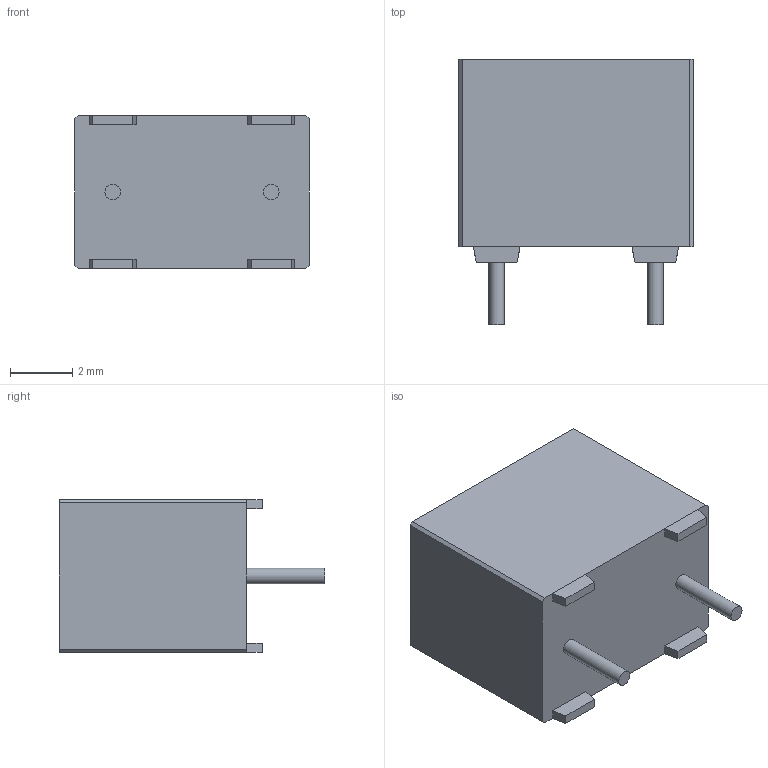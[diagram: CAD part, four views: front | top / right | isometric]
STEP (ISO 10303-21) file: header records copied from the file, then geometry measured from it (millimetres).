
FILE_DESCRIPTION(/* description */ (''),/* implementation_level */ '2;1');
FILE_NAME(/* name */ 'MKT Capacitor Yellow (Double Width).step',/* time_stamp */ '2019-02-26T22:56:11+11:00',/* author */ ('austfox'),/* organization */ (''),/* preprocessor_version */ 'ST-DEVELOPER v17.2',/* originating_system */ 'Autodesk Translation Framework v7.6.0.251',/* authorisation */ '');
FILE_SCHEMA (('AUTOMOTIVE_DESIGN { 1 0 10303 214 3 1 1 }'));
Length unit declared in the file: millimetre
Products named in the file (1): MKT Capacitor Yellow (Double Width)
Bounding box: 7.5 x 8.5 x 4.9 mm (x, y, z)
Volume: 222.2 mm3; surface area: 236.1 mm2
Topology: 3 solids, 3 shells, 34 faces, 78 edges, 52 vertices
Faces by surface type: plane 32, cylinder 2
Full cylindrical faces by diameter (mm): 0.5 x2
Entity records: 984 total; most frequent: CARTESIAN_POINT 165, ORIENTED_EDGE 156, DIRECTION 152, EDGE_CURVE 78, LINE 74, VECTOR 74, VERTEX_POINT 52, AXIS2_PLACEMENT_3D 39
